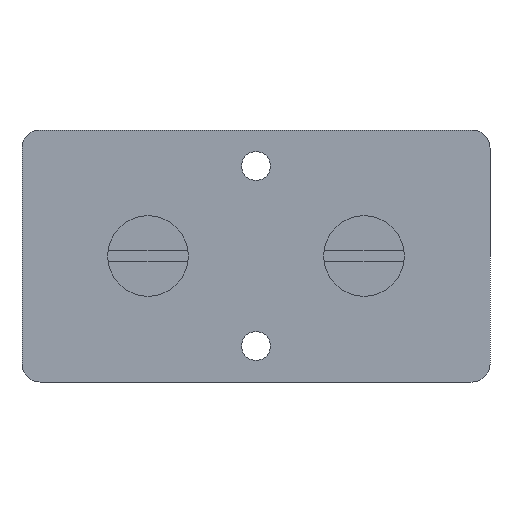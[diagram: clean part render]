
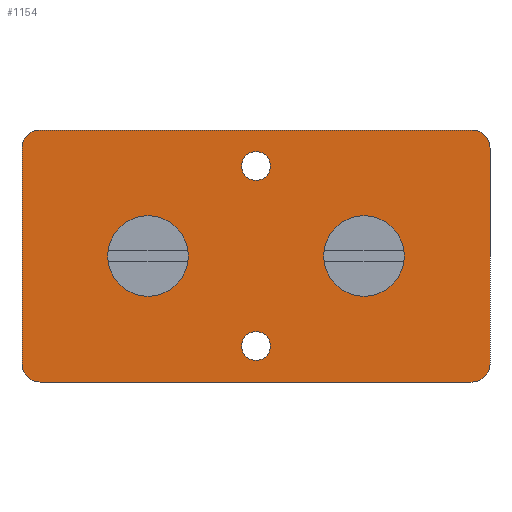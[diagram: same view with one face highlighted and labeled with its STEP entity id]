
A CAD part, front view. The second image highlights one B-rep face of the part: STEP entity #1154.
In plain terms, the highlighted planar face has unit normal (0, -1, 0).
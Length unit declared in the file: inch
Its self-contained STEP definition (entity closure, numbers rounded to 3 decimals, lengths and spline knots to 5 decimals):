
#20 = AXIS2_PLACEMENT_3D ( 'NONE', #199, #2111, #2055 ) ;
#26 = DIRECTION ( 'NONE',  ( 0., 1., 0. ) ) ;
#84 = CARTESIAN_POINT ( 'NONE',  ( 0., 0., 0.5245 ) ) ;
#134 = CARTESIAN_POINT ( 'NONE',  ( -1.5, 0., 0.75 ) ) ;
#195 = AXIS2_PLACEMENT_3D ( 'NONE', #403, #3333, #587 ) ;
#199 = CARTESIAN_POINT ( 'NONE',  ( 0., 0., 0.625 ) ) ;
#234 = CARTESIAN_POINT ( 'NONE',  ( 0., 0., -0.625 ) ) ;
#243 = EDGE_CURVE ( 'NONE', #4905, #1176, #546, .T. ) ;
#258 = DIRECTION ( 'NONE',  ( 0., 0., 1. ) ) ;
#403 = CARTESIAN_POINT ( 'NONE',  ( 1.5, 0., -0.75 ) ) ;
#435 = CARTESIAN_POINT ( 'NONE',  ( -1.625, 0., -0.875 ) ) ;
#443 = EDGE_CURVE ( 'NONE', #2494, #4628, #3054, .T. ) ;
#498 = ORIENTED_EDGE ( 'NONE', *, *, #2224, .F. ) ;
#529 = ORIENTED_EDGE ( 'NONE', *, *, #2965, .T. ) ;
#546 = LINE ( 'NONE', #2901, #4061 ) ;
#562 = DIRECTION ( 'NONE',  ( 0., 0., 1. ) ) ;
#587 = DIRECTION ( 'NONE',  ( 0., 0., 1. ) ) ;
#679 = CIRCLE ( 'NONE', #195, 0.125 ) ;
#801 = LINE ( 'NONE', #3214, #1342 ) ;
#838 = DIRECTION ( 'NONE',  ( 0., 0., 1. ) ) ;
#888 = EDGE_LOOP ( 'NONE', ( #3675, #5696 ) ) ;
#987 = CARTESIAN_POINT ( 'NONE',  ( -0.75, 0., 0.28 ) ) ;
#1052 = EDGE_LOOP ( 'NONE', ( #4569, #2808 ) ) ;
#1070 = AXIS2_PLACEMENT_3D ( 'NONE', #1611, #3018, #4427 ) ;
#1154 = ADVANCED_FACE ( 'NONE', ( #3789, #2880, #5924, #2229, #4737 ), #1256, .F. ) ;
#1164 = CARTESIAN_POINT ( 'NONE',  ( -1.5, 0., -0.875 ) ) ;
#1169 = CARTESIAN_POINT ( 'NONE',  ( 0., 0., 0.7255 ) ) ;
#1172 = DIRECTION ( 'NONE',  ( 0., 0., 1. ) ) ;
#1176 = VERTEX_POINT ( 'NONE', #3644 ) ;
#1200 = DIRECTION ( 'NONE',  ( 0., 0., 1. ) ) ;
#1256 = PLANE ( 'NONE',  #2797 ) ;
#1266 = ORIENTED_EDGE ( 'NONE', *, *, #5444, .T. ) ;
#1316 = CARTESIAN_POINT ( 'NONE',  ( 1.625, 0., 0.75 ) ) ;
#1333 = DIRECTION ( 'NONE',  ( 0., 0., -1. ) ) ;
#1342 = VECTOR ( 'NONE', #2672, 39.37008 ) ;
#1354 = VERTEX_POINT ( 'NONE', #84 ) ;
#1446 = VERTEX_POINT ( 'NONE', #1169 ) ;
#1471 = DIRECTION ( 'NONE',  ( 0., 0., 1. ) ) ;
#1490 = DIRECTION ( 'NONE',  ( 0., 0., -1. ) ) ;
#1531 = VECTOR ( 'NONE', #1794, 39.37008 ) ;
#1611 = CARTESIAN_POINT ( 'NONE',  ( -0.75, 0., 0. ) ) ;
#1622 = EDGE_CURVE ( 'NONE', #2358, #4175, #2793, .T. ) ;
#1642 = DIRECTION ( 'NONE',  ( 1., 0., 0. ) ) ;
#1644 = EDGE_CURVE ( 'NONE', #2809, #3594, #5978, .T. ) ;
#1647 = VERTEX_POINT ( 'NONE', #1316 ) ;
#1743 = CARTESIAN_POINT ( 'NONE',  ( 0., 0., -0.5245 ) ) ;
#1765 = DIRECTION ( 'NONE',  ( 0., -1., 0. ) ) ;
#1777 = DIRECTION ( 'NONE',  ( 0., -1., 0. ) ) ;
#1794 = DIRECTION ( 'NONE',  ( 1., 0., 0. ) ) ;
#1868 = CARTESIAN_POINT ( 'NONE',  ( 1.5, 0., 0.875 ) ) ;
#1890 = AXIS2_PLACEMENT_3D ( 'NONE', #3354, #26, #5187 ) ;
#2001 = EDGE_CURVE ( 'NONE', #5979, #4864, #2387, .T. ) ;
#2036 = CARTESIAN_POINT ( 'NONE',  ( 0.75, 0., -0.28 ) ) ;
#2055 = DIRECTION ( 'NONE',  ( 0., 0., 1. ) ) ;
#2082 = ORIENTED_EDGE ( 'NONE', *, *, #4947, .T. ) ;
#2094 = VERTEX_POINT ( 'NONE', #5792 ) ;
#2111 = DIRECTION ( 'NONE',  ( 0., 1., 0. ) ) ;
#2159 = CARTESIAN_POINT ( 'NONE',  ( 0.75, 0., 0.28 ) ) ;
#2193 = EDGE_CURVE ( 'NONE', #2962, #2617, #3810, .T. ) ;
#2224 = EDGE_CURVE ( 'NONE', #4175, #2358, #4789, .T. ) ;
#2226 = DIRECTION ( 'NONE',  ( 0., -1., 0. ) ) ;
#2229 = FACE_BOUND ( 'NONE', #5654, .T. ) ;
#2243 = DIRECTION ( 'NONE',  ( 0., -1., 0. ) ) ;
#2258 = CARTESIAN_POINT ( 'NONE',  ( 0.75, 0., 0. ) ) ;
#2282 = CARTESIAN_POINT ( 'NONE',  ( 1.5, 0., 0.75 ) ) ;
#2358 = VERTEX_POINT ( 'NONE', #2036 ) ;
#2387 = CIRCLE ( 'NONE', #1890, 0.1005 ) ;
#2418 = DIRECTION ( 'NONE',  ( 0., 1., 0. ) ) ;
#2481 = EDGE_LOOP ( 'NONE', ( #4168, #498 ) ) ;
#2494 = VERTEX_POINT ( 'NONE', #3707 ) ;
#2515 = AXIS2_PLACEMENT_3D ( 'NONE', #4015, #4986, #1172 ) ;
#2553 = EDGE_CURVE ( 'NONE', #1647, #2094, #801, .T. ) ;
#2570 = CIRCLE ( 'NONE', #3342, 0.125 ) ;
#2617 = VERTEX_POINT ( 'NONE', #987 ) ;
#2653 = CIRCLE ( 'NONE', #20, 0.1005 ) ;
#2672 = DIRECTION ( 'NONE',  ( 0., 0., -1. ) ) ;
#2719 = CARTESIAN_POINT ( 'NONE',  ( 0., 0., -0.7255 ) ) ;
#2793 = CIRCLE ( 'NONE', #5899, 0.28 ) ;
#2797 = AXIS2_PLACEMENT_3D ( 'NONE', #3119, #2418, #1471 ) ;
#2808 = ORIENTED_EDGE ( 'NONE', *, *, #2835, .T. ) ;
#2809 = VERTEX_POINT ( 'NONE', #1164 ) ;
#2835 = EDGE_CURVE ( 'NONE', #1354, #1446, #2653, .T. ) ;
#2880 = FACE_BOUND ( 'NONE', #888, .T. ) ;
#2901 = CARTESIAN_POINT ( 'NONE',  ( -1.625, 0., 0.875 ) ) ;
#2935 = ORIENTED_EDGE ( 'NONE', *, *, #3892, .T. ) ;
#2962 = VERTEX_POINT ( 'NONE', #4611 ) ;
#2965 = EDGE_CURVE ( 'NONE', #1647, #4628, #4377, .T. ) ;
#3018 = DIRECTION ( 'NONE',  ( 0., -1., 0. ) ) ;
#3027 = EDGE_CURVE ( 'NONE', #3594, #2094, #679, .T. ) ;
#3054 = LINE ( 'NONE', #3081, #6000 ) ;
#3081 = CARTESIAN_POINT ( 'NONE',  ( -1.625, 0., 0.875 ) ) ;
#3119 = CARTESIAN_POINT ( 'NONE',  ( -1.625, 0., 0.875 ) ) ;
#3175 = ORIENTED_EDGE ( 'NONE', *, *, #243, .T. ) ;
#3214 = CARTESIAN_POINT ( 'NONE',  ( 1.625, 0., 0.875 ) ) ;
#3265 = ORIENTED_EDGE ( 'NONE', *, *, #3027, .T. ) ;
#3333 = DIRECTION ( 'NONE',  ( 0., -1., 0. ) ) ;
#3342 = AXIS2_PLACEMENT_3D ( 'NONE', #5408, #5862, #258 ) ;
#3354 = CARTESIAN_POINT ( 'NONE',  ( 0., 0., -0.625 ) ) ;
#3375 = AXIS2_PLACEMENT_3D ( 'NONE', #234, #3592, #1200 ) ;
#3531 = CARTESIAN_POINT ( 'NONE',  ( -1.625, 0., 0.75 ) ) ;
#3581 = AXIS2_PLACEMENT_3D ( 'NONE', #2282, #2226, #4036 ) ;
#3592 = DIRECTION ( 'NONE',  ( 0., 1., 0. ) ) ;
#3594 = VERTEX_POINT ( 'NONE', #3809 ) ;
#3644 = CARTESIAN_POINT ( 'NONE',  ( -1.625, 0., -0.75 ) ) ;
#3675 = ORIENTED_EDGE ( 'NONE', *, *, #2193, .F. ) ;
#3682 = EDGE_CURVE ( 'NONE', #1446, #1354, #5129, .T. ) ;
#3684 = ORIENTED_EDGE ( 'NONE', *, *, #2553, .F. ) ;
#3707 = CARTESIAN_POINT ( 'NONE',  ( -1.5, 0., 0.875 ) ) ;
#3746 = CARTESIAN_POINT ( 'NONE',  ( -0.75, 0., 0. ) ) ;
#3789 = FACE_BOUND ( 'NONE', #2481, .T. ) ;
#3809 = CARTESIAN_POINT ( 'NONE',  ( 1.5, 0., -0.875 ) ) ;
#3810 = CIRCLE ( 'NONE', #1070, 0.28 ) ;
#3865 = CIRCLE ( 'NONE', #3375, 0.1005 ) ;
#3892 = EDGE_CURVE ( 'NONE', #2494, #4905, #5880, .T. ) ;
#3914 = ORIENTED_EDGE ( 'NONE', *, *, #1644, .T. ) ;
#3942 = ORIENTED_EDGE ( 'NONE', *, *, #443, .F. ) ;
#4015 = CARTESIAN_POINT ( 'NONE',  ( 0., 0., 0.625 ) ) ;
#4036 = DIRECTION ( 'NONE',  ( 0., 0., 1. ) ) ;
#4061 = VECTOR ( 'NONE', #1490, 39.37008 ) ;
#4063 = CIRCLE ( 'NONE', #4361, 0.28 ) ;
#4163 = DIRECTION ( 'NONE',  ( 0., 0., 1. ) ) ;
#4168 = ORIENTED_EDGE ( 'NONE', *, *, #1622, .F. ) ;
#4175 = VERTEX_POINT ( 'NONE', #2159 ) ;
#4361 = AXIS2_PLACEMENT_3D ( 'NONE', #3746, #2243, #1333 ) ;
#4377 = CIRCLE ( 'NONE', #3581, 0.125 ) ;
#4427 = DIRECTION ( 'NONE',  ( 0., 0., -1. ) ) ;
#4448 = ORIENTED_EDGE ( 'NONE', *, *, #2001, .T. ) ;
#4569 = ORIENTED_EDGE ( 'NONE', *, *, #3682, .T. ) ;
#4581 = EDGE_CURVE ( 'NONE', #2617, #2962, #4063, .T. ) ;
#4611 = CARTESIAN_POINT ( 'NONE',  ( -0.75, 0., -0.28 ) ) ;
#4628 = VERTEX_POINT ( 'NONE', #1868 ) ;
#4737 = FACE_OUTER_BOUND ( 'NONE', #5367, .T. ) ;
#4789 = CIRCLE ( 'NONE', #5752, 0.28 ) ;
#4808 = DIRECTION ( 'NONE',  ( 0., -1., 0. ) ) ;
#4826 = AXIS2_PLACEMENT_3D ( 'NONE', #134, #4808, #562 ) ;
#4864 = VERTEX_POINT ( 'NONE', #1743 ) ;
#4905 = VERTEX_POINT ( 'NONE', #3531 ) ;
#4947 = EDGE_CURVE ( 'NONE', #4864, #5979, #3865, .T. ) ;
#4986 = DIRECTION ( 'NONE',  ( 0., 1., 0. ) ) ;
#5129 = CIRCLE ( 'NONE', #2515, 0.1005 ) ;
#5187 = DIRECTION ( 'NONE',  ( 0., 0., 1. ) ) ;
#5367 = EDGE_LOOP ( 'NONE', ( #3175, #1266, #3914, #3265, #3684, #529, #3942, #2935 ) ) ;
#5408 = CARTESIAN_POINT ( 'NONE',  ( -1.5, 0., -0.75 ) ) ;
#5444 = EDGE_CURVE ( 'NONE', #1176, #2809, #2570, .T. ) ;
#5446 = CARTESIAN_POINT ( 'NONE',  ( 0.75, 0., 0. ) ) ;
#5654 = EDGE_LOOP ( 'NONE', ( #2082, #4448 ) ) ;
#5696 = ORIENTED_EDGE ( 'NONE', *, *, #4581, .F. ) ;
#5752 = AXIS2_PLACEMENT_3D ( 'NONE', #5446, #1777, #838 ) ;
#5792 = CARTESIAN_POINT ( 'NONE',  ( 1.625, 0., -0.75 ) ) ;
#5862 = DIRECTION ( 'NONE',  ( 0., -1., 0. ) ) ;
#5880 = CIRCLE ( 'NONE', #4826, 0.125 ) ;
#5899 = AXIS2_PLACEMENT_3D ( 'NONE', #2258, #1765, #4163 ) ;
#5924 = FACE_BOUND ( 'NONE', #1052, .T. ) ;
#5978 = LINE ( 'NONE', #435, #1531 ) ;
#5979 = VERTEX_POINT ( 'NONE', #2719 ) ;
#6000 = VECTOR ( 'NONE', #1642, 39.37008 ) ;
